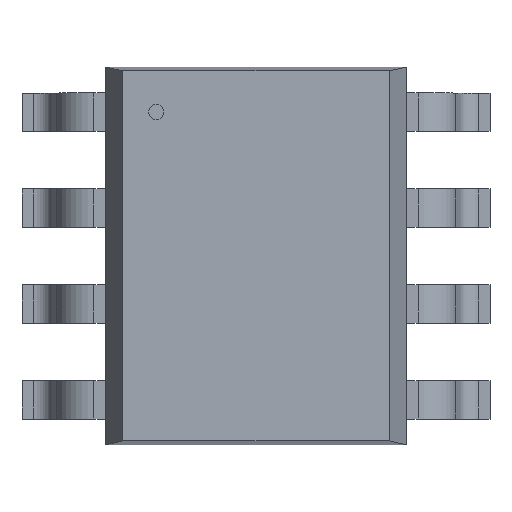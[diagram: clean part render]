
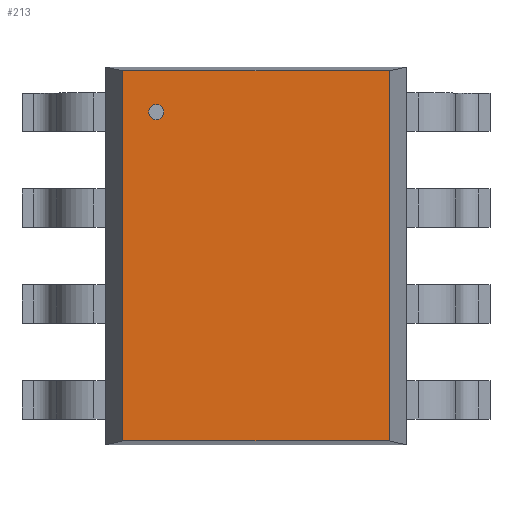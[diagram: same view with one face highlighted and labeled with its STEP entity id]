
A CAD part, top view. The second image highlights one B-rep face of the part: STEP entity #213.
In plain terms, the highlighted planar face has unit normal (0, 0, 1).
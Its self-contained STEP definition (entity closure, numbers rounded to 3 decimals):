
#213=ADVANCED_FACE('',(#214),#248,.T.);
#214=FACE_BOUND('',#215,.T.);
#215=EDGE_LOOP('',(#216,#226,#234,#242));
#216=ORIENTED_EDGE('',*,*,#217,.T.);
#217=EDGE_CURVE('',#218,#220,#222,.F.);
#218=VERTEX_POINT('',#219);
#219=CARTESIAN_POINT('',(-1.765,-2.451,1.702));
#220=VERTEX_POINT('',#221);
#221=CARTESIAN_POINT('',(1.765,-2.451,1.702));
#222=LINE('',#223,#224);
#223=CARTESIAN_POINT('',(1.765,-2.451,1.702));
#224=VECTOR('',#225,1.0);
#225=DIRECTION('',(-1.0,0.0,0.0));
#226=ORIENTED_EDGE('',*,*,#227,.T.);
#227=EDGE_CURVE('',#220,#228,#230,.F.);
#228=VERTEX_POINT('',#229);
#229=CARTESIAN_POINT('',(1.765,2.451,1.702));
#230=LINE('',#231,#232);
#231=CARTESIAN_POINT('',(1.765,2.451,1.702));
#232=VECTOR('',#233,1.0);
#233=DIRECTION('',(0.0,-1.0,0.0));
#234=ORIENTED_EDGE('',*,*,#235,.T.);
#235=EDGE_CURVE('',#228,#236,#238,.F.);
#236=VERTEX_POINT('',#237);
#237=CARTESIAN_POINT('',(-1.765,2.451,1.702));
#238=LINE('',#239,#240);
#239=CARTESIAN_POINT('',(-1.765,2.451,1.702));
#240=VECTOR('',#241,1.0);
#241=DIRECTION('',(1.0,0.0,0.0));
#242=ORIENTED_EDGE('',*,*,#243,.T.);
#243=EDGE_CURVE('',#236,#218,#244,.F.);
#244=LINE('',#245,#246);
#245=CARTESIAN_POINT('',(-1.765,-2.451,1.702));
#246=VECTOR('',#247,1.0);
#247=DIRECTION('',(0.0,1.0,0.0));
#248=PLANE('',#249);
#249=AXIS2_PLACEMENT_3D('',#250,#251,#252);
#250=CARTESIAN_POINT('',(-1.765,-2.451,1.702));
#251=DIRECTION('',(0.0,0.0,1.0));
#252=DIRECTION('',(0.0,1.0,0.0));
